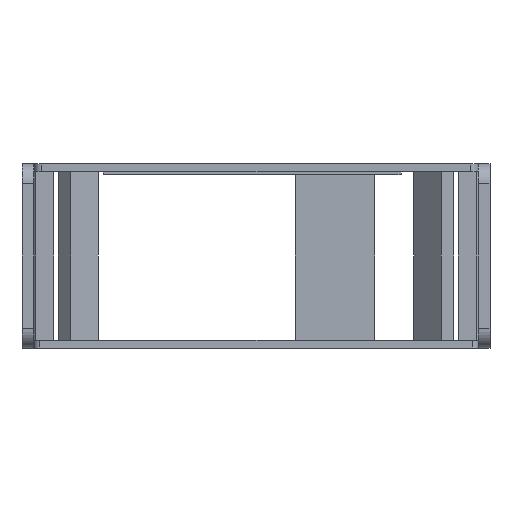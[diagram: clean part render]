
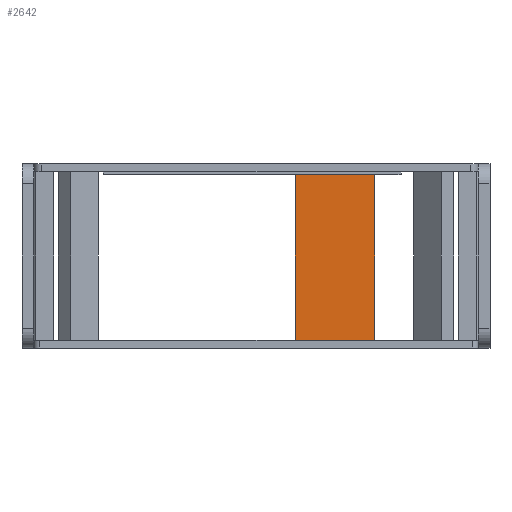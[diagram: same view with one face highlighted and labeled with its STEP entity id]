
A CAD part, front view. The second image highlights one B-rep face of the part: STEP entity #2642.
In plain terms, the highlighted face is planar.
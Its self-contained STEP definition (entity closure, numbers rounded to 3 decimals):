
#24 = DIRECTION ( 'NONE',  ( 1., 0., 0. ) ) ;
#62 = VERTEX_POINT ( 'NONE', #10998 ) ;
#129 = PLANE ( 'NONE',  #4188 ) ;
#351 = EDGE_CURVE ( 'NONE', #6564, #62, #5416, .T. ) ;
#500 = CARTESIAN_POINT ( 'NONE',  ( -20., 42.35, 5. ) ) ;
#1073 = ORIENTED_EDGE ( 'NONE', *, *, #6213, .T. ) ;
#1468 = CARTESIAN_POINT ( 'NONE',  ( 20., 42.35, 5. ) ) ;
#2642 = ADVANCED_FACE ( 'NONE', ( #5991 ), #129, .F. ) ;
#2725 = VECTOR ( 'NONE', #10918, 1000. ) ;
#2832 = VECTOR ( 'NONE', #7966, 1000. ) ;
#2867 = CARTESIAN_POINT ( 'NONE',  ( -20., -42.35, 5. ) ) ;
#2986 = EDGE_LOOP ( 'NONE', ( #1073, #6053, #7065, #3337 ) ) ;
#3337 = ORIENTED_EDGE ( 'NONE', *, *, #7209, .T. ) ;
#3988 = VERTEX_POINT ( 'NONE', #2867 ) ;
#4188 = AXIS2_PLACEMENT_3D ( 'NONE', #7700, #6825, #10169 ) ;
#4246 = VERTEX_POINT ( 'NONE', #500 ) ;
#4753 = VECTOR ( 'NONE', #24, 1000. ) ;
#5051 = LINE ( 'NONE', #10909, #4753 ) ;
#5416 = LINE ( 'NONE', #8812, #2832 ) ;
#5763 = EDGE_CURVE ( 'NONE', #4246, #6564, #10036, .T. ) ;
#5991 = FACE_OUTER_BOUND ( 'NONE', #2986, .T. ) ;
#6053 = ORIENTED_EDGE ( 'NONE', *, *, #351, .F. ) ;
#6213 = EDGE_CURVE ( 'NONE', #3988, #62, #5051, .T. ) ;
#6564 = VERTEX_POINT ( 'NONE', #1468 ) ;
#6578 = DIRECTION ( 'NONE',  ( 1., 0., 0. ) ) ;
#6825 = DIRECTION ( 'NONE',  ( 0., 0., -1. ) ) ;
#7065 = ORIENTED_EDGE ( 'NONE', *, *, #5763, .F. ) ;
#7209 = EDGE_CURVE ( 'NONE', #4246, #3988, #9356, .T. ) ;
#7503 = CARTESIAN_POINT ( 'NONE',  ( -20., 42.35, 5. ) ) ;
#7700 = CARTESIAN_POINT ( 'NONE',  ( -20., 42.35, 5. ) ) ;
#7966 = DIRECTION ( 'NONE',  ( 0., -1., 0. ) ) ;
#8812 = CARTESIAN_POINT ( 'NONE',  ( 20., 42.35, 5. ) ) ;
#9185 = VECTOR ( 'NONE', #6578, 1000. ) ;
#9356 = LINE ( 'NONE', #7503, #2725 ) ;
#10036 = LINE ( 'NONE', #10757, #9185 ) ;
#10169 = DIRECTION ( 'NONE',  ( -1., 0., 0. ) ) ;
#10757 = CARTESIAN_POINT ( 'NONE',  ( -20., 42.35, 5. ) ) ;
#10909 = CARTESIAN_POINT ( 'NONE',  ( -20., -42.35, 5. ) ) ;
#10918 = DIRECTION ( 'NONE',  ( 0., -1., 0. ) ) ;
#10998 = CARTESIAN_POINT ( 'NONE',  ( 20., -42.35, 5. ) ) ;
